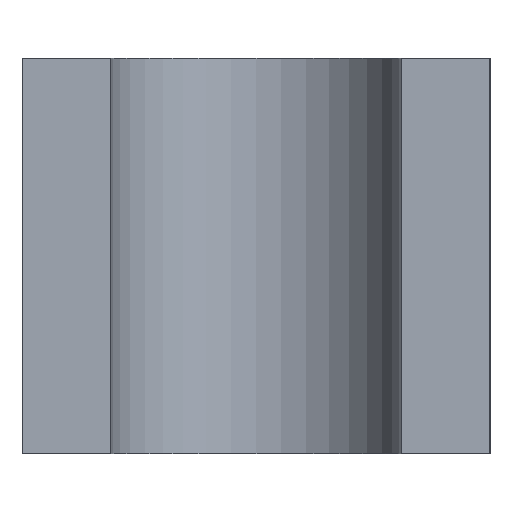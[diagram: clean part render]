
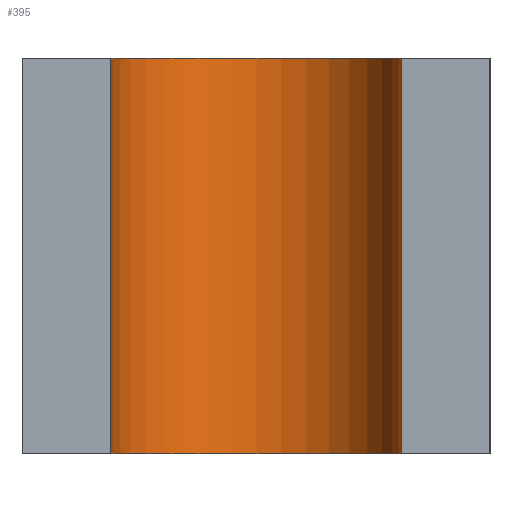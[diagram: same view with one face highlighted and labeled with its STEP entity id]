
A CAD part, left-side view. The second image highlights one B-rep face of the part: STEP entity #395.
In plain terms, the highlighted cylindrical face has radius 0.18 mm (diameter 0.36 mm), a partial arc.
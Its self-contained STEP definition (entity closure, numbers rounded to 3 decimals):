
#35 = ORIENTED_EDGE ( 'NONE', *, *, #41, .T. ) ;
#41 = EDGE_CURVE ( 'NONE', #369, #745, #85, .T. ) ;
#42 = CARTESIAN_POINT ( 'NONE',  ( -27.916, -16.856, 0.49 ) ) ;
#61 = VERTEX_POINT ( 'NONE', #936 ) ;
#65 = DIRECTION ( 'NONE',  ( 0., 0., -1. ) ) ;
#85 = CIRCLE ( 'NONE', #153, 0.18 ) ;
#88 = DIRECTION ( 'NONE',  ( 0., 0., -1. ) ) ;
#109 = ORIENTED_EDGE ( 'NONE', *, *, #490, .T. ) ;
#153 = AXIS2_PLACEMENT_3D ( 'NONE', #582, #65, #509 ) ;
#183 = LINE ( 'NONE', #318, #559 ) ;
#193 = ORIENTED_EDGE ( 'NONE', *, *, #304, .F. ) ;
#229 = DIRECTION ( 'NONE',  ( 0., 0., -1. ) ) ;
#246 = CARTESIAN_POINT ( 'NONE',  ( -27.916, -17.036, 0.49 ) ) ;
#297 = CARTESIAN_POINT ( 'NONE',  ( -27.916, -17.036, 0. ) ) ;
#304 = EDGE_CURVE ( 'NONE', #61, #569, #882, .T. ) ;
#318 = CARTESIAN_POINT ( 'NONE',  ( -27.916, -17.036, 0.49 ) ) ;
#346 = CYLINDRICAL_SURFACE ( 'NONE', #725, 0.18 ) ;
#369 = VERTEX_POINT ( 'NONE', #532 ) ;
#373 = DIRECTION ( 'NONE',  ( -1., 0., 0. ) ) ;
#381 = CARTESIAN_POINT ( 'NONE',  ( -27.916, -16.856, 0.49 ) ) ;
#395 = ADVANCED_FACE ( 'NONE', ( #443 ), #346, .F. ) ;
#416 = AXIS2_PLACEMENT_3D ( 'NONE', #42, #492, #911 ) ;
#443 = FACE_OUTER_BOUND ( 'NONE', #641, .T. ) ;
#464 = CARTESIAN_POINT ( 'NONE',  ( -27.916, -16.676, 0.49 ) ) ;
#490 = EDGE_CURVE ( 'NONE', #61, #369, #701, .T. ) ;
#492 = DIRECTION ( 'NONE',  ( 0., 0., -1. ) ) ;
#503 = ORIENTED_EDGE ( 'NONE', *, *, #906, .F. ) ;
#509 = DIRECTION ( 'NONE',  ( 1., 0., 0. ) ) ;
#532 = CARTESIAN_POINT ( 'NONE',  ( -27.916, -16.676, 0. ) ) ;
#559 = VECTOR ( 'NONE', #229, 1000. ) ;
#569 = VERTEX_POINT ( 'NONE', #246 ) ;
#582 = CARTESIAN_POINT ( 'NONE',  ( -27.916, -16.856, 0. ) ) ;
#604 = DIRECTION ( 'NONE',  ( 0., 0., -1. ) ) ;
#641 = EDGE_LOOP ( 'NONE', ( #35, #503, #193, #109 ) ) ;
#657 = VECTOR ( 'NONE', #604, 1000. ) ;
#701 = LINE ( 'NONE', #464, #657 ) ;
#725 = AXIS2_PLACEMENT_3D ( 'NONE', #381, #88, #373 ) ;
#745 = VERTEX_POINT ( 'NONE', #297 ) ;
#882 = CIRCLE ( 'NONE', #416, 0.18 ) ;
#906 = EDGE_CURVE ( 'NONE', #569, #745, #183, .T. ) ;
#911 = DIRECTION ( 'NONE',  ( 1., 0., 0. ) ) ;
#936 = CARTESIAN_POINT ( 'NONE',  ( -27.916, -16.676, 0.49 ) ) ;
